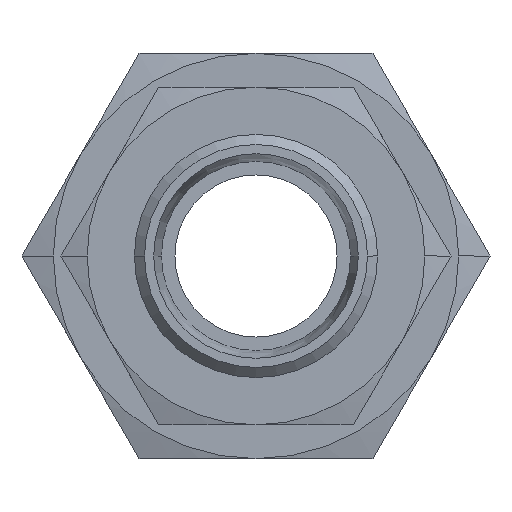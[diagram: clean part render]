
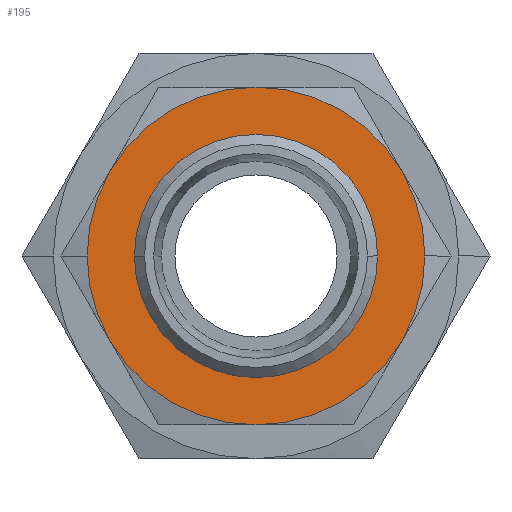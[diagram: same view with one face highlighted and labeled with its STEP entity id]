
A CAD part, left-side view. The second image highlights one B-rep face of the part: STEP entity #195.
In plain terms, the highlighted planar face has unit normal (-1, 0, 0).
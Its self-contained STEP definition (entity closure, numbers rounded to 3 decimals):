
#195 = ADVANCED_FACE( '', ( #491, #492 ), #493, .T. );
#491 = FACE_BOUND( '', #861, .T. );
#492 = FACE_OUTER_BOUND( '', #862, .T. );
#493 = PLANE( '', #863 );
#861 = EDGE_LOOP( '', ( #1865, #1866, #1867 ) );
#862 = EDGE_LOOP( '', ( #1868, #1869, #1870, #1871, #1872, #1873, #1874, #1875 ) );
#863 = AXIS2_PLACEMENT_3D( '', #1876, #1877, #1878 );
#1865 = ORIENTED_EDGE( '', *, *, #2669, .F. );
#1866 = ORIENTED_EDGE( '', *, *, #2668, .F. );
#1867 = ORIENTED_EDGE( '', *, *, #2414, .F. );
#1868 = ORIENTED_EDGE( '', *, *, #2670, .T. );
#1869 = ORIENTED_EDGE( '', *, *, #2395, .T. );
#1870 = ORIENTED_EDGE( '', *, *, #2671, .T. );
#1871 = ORIENTED_EDGE( '', *, *, #2672, .T. );
#1872 = ORIENTED_EDGE( '', *, *, #2391, .T. );
#1873 = ORIENTED_EDGE( '', *, *, #2673, .T. );
#1874 = ORIENTED_EDGE( '', *, *, #2674, .T. );
#1875 = ORIENTED_EDGE( '', *, *, #2675, .T. );
#1876 = CARTESIAN_POINT( '', ( -4.5, 21.45, 0. ) );
#1877 = DIRECTION( '', ( -1., 0., 0. ) );
#1878 = DIRECTION( '', ( 0., 1., 0. ) );
#2391 = EDGE_CURVE( '', #2879, #2876, #2880, .T. );
#2395 = EDGE_CURVE( '', #2883, #2885, #2887, .T. );
#2414 = EDGE_CURVE( '', #2921, #2924, #2925, .T. );
#2668 = EDGE_CURVE( '', #2924, #3342, #3343, .T. );
#2669 = EDGE_CURVE( '', #3342, #2921, #3344, .T. );
#2670 = EDGE_CURVE( '', #3345, #2883, #3346, .T. );
#2671 = EDGE_CURVE( '', #2885, #3347, #3348, .T. );
#2672 = EDGE_CURVE( '', #3347, #2879, #3349, .T. );
#2673 = EDGE_CURVE( '', #2876, #3350, #3351, .T. );
#2674 = EDGE_CURVE( '', #3350, #3352, #3353, .T. );
#2675 = EDGE_CURVE( '', #3352, #3345, #3354, .T. );
#2876 = VERTEX_POINT( '', #3606 );
#2879 = VERTEX_POINT( '', #3610 );
#2880 = CIRCLE( '', #3611, 25. );
#2883 = VERTEX_POINT( '', #3623 );
#2885 = VERTEX_POINT( '', #3626 );
#2887 = CIRCLE( '', #3637, 25. );
#2921 = VERTEX_POINT( '', #3697 );
#2924 = VERTEX_POINT( '', #3700 );
#2925 = CIRCLE( '', #3701, 17.9 );
#3342 = VERTEX_POINT( '', #4310 );
#3343 = CIRCLE( '', #4311, 17.9 );
#3344 = CIRCLE( '', #4312, 17.9 );
#3345 = VERTEX_POINT( '', #4313 );
#3346 = CIRCLE( '', #4314, 25. );
#3347 = VERTEX_POINT( '', #4315 );
#3348 = CIRCLE( '', #4316, 25. );
#3349 = CIRCLE( '', #4317, 25. );
#3350 = VERTEX_POINT( '', #4318 );
#3351 = CIRCLE( '', #4319, 25. );
#3352 = VERTEX_POINT( '', #4320 );
#3353 = CIRCLE( '', #4321, 25. );
#3354 = CIRCLE( '', #4322, 25. );
#3606 = CARTESIAN_POINT( '', ( -4.5, -25., 0. ) );
#3610 = CARTESIAN_POINT( '', ( -4.5, -21.651, -12.5 ) );
#3611 = AXIS2_PLACEMENT_3D( '', #4911, #4912, #4913 );
#3623 = CARTESIAN_POINT( '', ( -4.5, 25., 0. ) );
#3626 = CARTESIAN_POINT( '', ( -4.5, 21.651, -12.5 ) );
#3637 = AXIS2_PLACEMENT_3D( '', #4915, #4916, #4917 );
#3697 = CARTESIAN_POINT( '', ( -4.5, 0., -17.9 ) );
#3700 = CARTESIAN_POINT( '', ( -4.5, 0., 17.9 ) );
#3701 = AXIS2_PLACEMENT_3D( '', #4950, #4951, #4952 );
#4310 = CARTESIAN_POINT( '', ( -4.5, 17.9, 0. ) );
#4311 = AXIS2_PLACEMENT_3D( '', #5328, #5329, #5330 );
#4312 = AXIS2_PLACEMENT_3D( '', #5331, #5332, #5333 );
#4313 = CARTESIAN_POINT( '', ( -4.5, 21.651, 12.5 ) );
#4314 = AXIS2_PLACEMENT_3D( '', #5334, #5335, #5336 );
#4315 = CARTESIAN_POINT( '', ( -4.5, 0., -25. ) );
#4316 = AXIS2_PLACEMENT_3D( '', #5337, #5338, #5339 );
#4317 = AXIS2_PLACEMENT_3D( '', #5340, #5341, #5342 );
#4318 = CARTESIAN_POINT( '', ( -4.5, -21.651, 12.5 ) );
#4319 = AXIS2_PLACEMENT_3D( '', #5343, #5344, #5345 );
#4320 = CARTESIAN_POINT( '', ( -4.5, 0., 25. ) );
#4321 = AXIS2_PLACEMENT_3D( '', #5346, #5347, #5348 );
#4322 = AXIS2_PLACEMENT_3D( '', #5349, #5350, #5351 );
#4911 = CARTESIAN_POINT( '', ( -4.5, 0., 0. ) );
#4912 = DIRECTION( '', ( -1., 0., 0. ) );
#4913 = DIRECTION( '', ( 0., 1., 0. ) );
#4915 = CARTESIAN_POINT( '', ( -4.5, 0., 0. ) );
#4916 = DIRECTION( '', ( -1., 0., 0. ) );
#4917 = DIRECTION( '', ( 0., 1., 0. ) );
#4950 = CARTESIAN_POINT( '', ( -4.5, 0., 0. ) );
#4951 = DIRECTION( '', ( -1., 0., 0. ) );
#4952 = DIRECTION( '', ( 0., 1., 0. ) );
#5328 = CARTESIAN_POINT( '', ( -4.5, 0., 0. ) );
#5329 = DIRECTION( '', ( -1., 0., 0. ) );
#5330 = DIRECTION( '', ( 0., 1., 0. ) );
#5331 = CARTESIAN_POINT( '', ( -4.5, 0., 0. ) );
#5332 = DIRECTION( '', ( -1., 0., 0. ) );
#5333 = DIRECTION( '', ( 0., 1., 0. ) );
#5334 = CARTESIAN_POINT( '', ( -4.5, 0., 0. ) );
#5335 = DIRECTION( '', ( -1., 0., 0. ) );
#5336 = DIRECTION( '', ( 0., 1., 0. ) );
#5337 = CARTESIAN_POINT( '', ( -4.5, 0., 0. ) );
#5338 = DIRECTION( '', ( -1., 0., 0. ) );
#5339 = DIRECTION( '', ( 0., 1., 0. ) );
#5340 = CARTESIAN_POINT( '', ( -4.5, 0., 0. ) );
#5341 = DIRECTION( '', ( -1., 0., 0. ) );
#5342 = DIRECTION( '', ( 0., 1., 0. ) );
#5343 = CARTESIAN_POINT( '', ( -4.5, 0., 0. ) );
#5344 = DIRECTION( '', ( -1., 0., 0. ) );
#5345 = DIRECTION( '', ( 0., 1., 0. ) );
#5346 = CARTESIAN_POINT( '', ( -4.5, 0., 0. ) );
#5347 = DIRECTION( '', ( -1., 0., 0. ) );
#5348 = DIRECTION( '', ( 0., 1., 0. ) );
#5349 = CARTESIAN_POINT( '', ( -4.5, 0., 0. ) );
#5350 = DIRECTION( '', ( -1., 0., 0. ) );
#5351 = DIRECTION( '', ( 0., 1., 0. ) );
